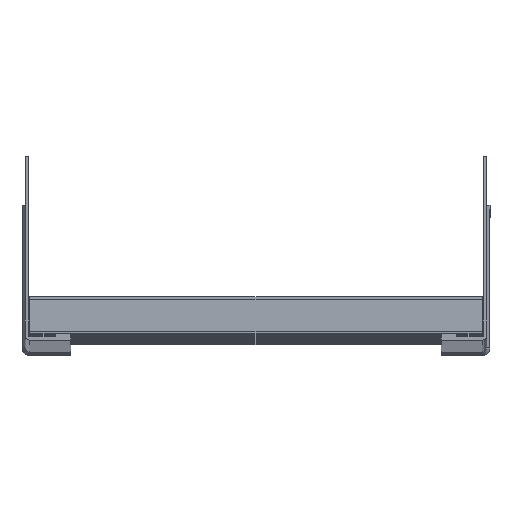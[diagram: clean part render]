
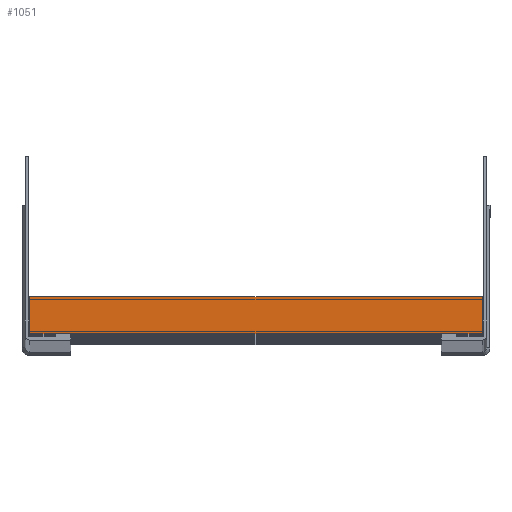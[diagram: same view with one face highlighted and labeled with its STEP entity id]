
A CAD part, top view. The second image highlights one B-rep face of the part: STEP entity #1051.
In plain terms, the highlighted planar face has unit normal (0, 0, 1).
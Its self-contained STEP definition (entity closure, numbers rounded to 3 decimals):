
#1051 = ADVANCED_FACE ( 'NONE', ( #4644 ), #1755, .T. ) ;
#1746 = CARTESIAN_POINT ( 'NONE',  ( 0.7, -18.709, 1377.21 ) ) ;
#1755 = PLANE ( 'NONE',  #5189 ) ;
#1757 = DIRECTION ( 'NONE',  ( 0., 0., 1. ) ) ;
#1758 = DIRECTION ( 'NONE',  ( 0., -1., 0. ) ) ;
#2024 = CARTESIAN_POINT ( 'NONE',  ( 0.7, -18.709, 1377.21 ) ) ;
#2026 = DIRECTION ( 'NONE',  ( -1., 0., 0. ) ) ;
#3345 = EDGE_CURVE ( 'NONE', #10596, #10590, #4755, .T. ) ;
#3350 = EDGE_CURVE ( 'NONE', #10583, #10590, #4759, .T. ) ;
#3352 = EDGE_CURVE ( 'NONE', #10573, #8312, #4761, .T. ) ;
#3353 = EDGE_CURVE ( 'NONE', #8314, #10596, #4763, .T. ) ;
#3665 = EDGE_CURVE ( 'NONE', #8095, #8101, #5083, .T. ) ;
#4122 = EDGE_LOOP ( 'NONE', ( #7259, #7260, #7261, #7262, #7263, #7264, #7265, #7266 ) ) ;
#4644 = FACE_OUTER_BOUND ( 'NONE', #4122, .T. ) ;
#4755 = LINE ( 'NONE', #7020, #4758 ) ;
#4758 = VECTOR ( 'NONE', #7022, 1000. ) ;
#4759 = LINE ( 'NONE', #7024, #4762 ) ;
#4761 = LINE ( 'NONE', #7026, #4764 ) ;
#4762 = VECTOR ( 'NONE', #7025, 1000. ) ;
#4763 = LINE ( 'NONE', #7028, #4766 ) ;
#4764 = VECTOR ( 'NONE', #7027, 1000. ) ;
#4766 = VECTOR ( 'NONE', #7029, 1000. ) ;
#5083 = LINE ( 'NONE', #2024, #5086 ) ;
#5086 = VECTOR ( 'NONE', #2026, 1000. ) ;
#5189 = AXIS2_PLACEMENT_3D ( 'NONE', #1746, #1757, #1758 ) ;
#5354 = EDGE_CURVE ( 'NONE', #8101, #8312, #6402, .T. ) ;
#5355 = EDGE_CURVE ( 'NONE', #8314, #8095, #6412, .T. ) ;
#6178 = CARTESIAN_POINT ( 'NONE',  ( 0.7, -18.709, 1377.21 ) ) ;
#6192 = DIRECTION ( 'NONE',  ( -1., 0., 0. ) ) ;
#6193 = CARTESIAN_POINT ( 'NONE',  ( 0.7, -18.709, 1377.21 ) ) ;
#6195 = DIRECTION ( 'NONE',  ( -1., 0., 0. ) ) ;
#6402 = LINE ( 'NONE', #6178, #6413 ) ;
#6412 = LINE ( 'NONE', #6193, #6415 ) ;
#6413 = VECTOR ( 'NONE', #6192, 1000. ) ;
#6415 = VECTOR ( 'NONE', #6195, 1000. ) ;
#7020 = CARTESIAN_POINT ( 'NONE',  ( 0.7, -2.709, 1377.21 ) ) ;
#7022 = DIRECTION ( 'NONE',  ( -1., 0., 0. ) ) ;
#7024 = CARTESIAN_POINT ( 'NONE',  ( -196.3, -18.709, 1377.21 ) ) ;
#7025 = DIRECTION ( 'NONE',  ( 0., 1., 0. ) ) ;
#7026 = CARTESIAN_POINT ( 'NONE',  ( 0.7, -18.709, 1377.21 ) ) ;
#7027 = DIRECTION ( 'NONE',  ( 1., 0., 0. ) ) ;
#7028 = CARTESIAN_POINT ( 'NONE',  ( 0.7, -18.709, 1377.21 ) ) ;
#7029 = DIRECTION ( 'NONE',  ( 0., 1., 0. ) ) ;
#7259 = ORIENTED_EDGE ( 'NONE', *, *, #3350, .F. ) ;
#7260 = ORIENTED_EDGE ( 'NONE', *, *, #10816, .F. ) ;
#7261 = ORIENTED_EDGE ( 'NONE', *, *, #3352, .T. ) ;
#7262 = ORIENTED_EDGE ( 'NONE', *, *, #5354, .F. ) ;
#7263 = ORIENTED_EDGE ( 'NONE', *, *, #3665, .F. ) ;
#7264 = ORIENTED_EDGE ( 'NONE', *, *, #5355, .F. ) ;
#7265 = ORIENTED_EDGE ( 'NONE', *, *, #3353, .T. ) ;
#7266 = ORIENTED_EDGE ( 'NONE', *, *, #3345, .T. ) ;
#7833 = CARTESIAN_POINT ( 'NONE',  ( -185.1, -18.709, 1377.21 ) ) ;
#7865 = CARTESIAN_POINT ( 'NONE',  ( -196.3, -18.709, 1377.21 ) ) ;
#7886 = CARTESIAN_POINT ( 'NONE',  ( -196.3, -2.709, 1377.21 ) ) ;
#7907 = CARTESIAN_POINT ( 'NONE',  ( 0.7, -2.709, 1377.21 ) ) ;
#8095 = VERTEX_POINT ( 'NONE', #9464 ) ;
#8101 = VERTEX_POINT ( 'NONE', #9467 ) ;
#8312 = VERTEX_POINT ( 'NONE', #9579 ) ;
#8314 = VERTEX_POINT ( 'NONE', #9580 ) ;
#8587 = CARTESIAN_POINT ( 'NONE',  ( 0.7, -18.709, 1377.21 ) ) ;
#8598 = DIRECTION ( 'NONE',  ( -1., 0., 0. ) ) ;
#9464 = CARTESIAN_POINT ( 'NONE',  ( -10.5, -18.709, 1377.21 ) ) ;
#9467 = CARTESIAN_POINT ( 'NONE',  ( -17.3, -18.709, 1377.21 ) ) ;
#9579 = CARTESIAN_POINT ( 'NONE',  ( -178.3, -18.709, 1377.21 ) ) ;
#9580 = CARTESIAN_POINT ( 'NONE',  ( 0.7, -18.709, 1377.21 ) ) ;
#10334 = LINE ( 'NONE', #8587, #10337 ) ;
#10337 = VECTOR ( 'NONE', #8598, 1000. ) ;
#10573 = VERTEX_POINT ( 'NONE', #7833 ) ;
#10583 = VERTEX_POINT ( 'NONE', #7865 ) ;
#10590 = VERTEX_POINT ( 'NONE', #7886 ) ;
#10596 = VERTEX_POINT ( 'NONE', #7907 ) ;
#10816 = EDGE_CURVE ( 'NONE', #10573, #10583, #10334, .T. ) ;
